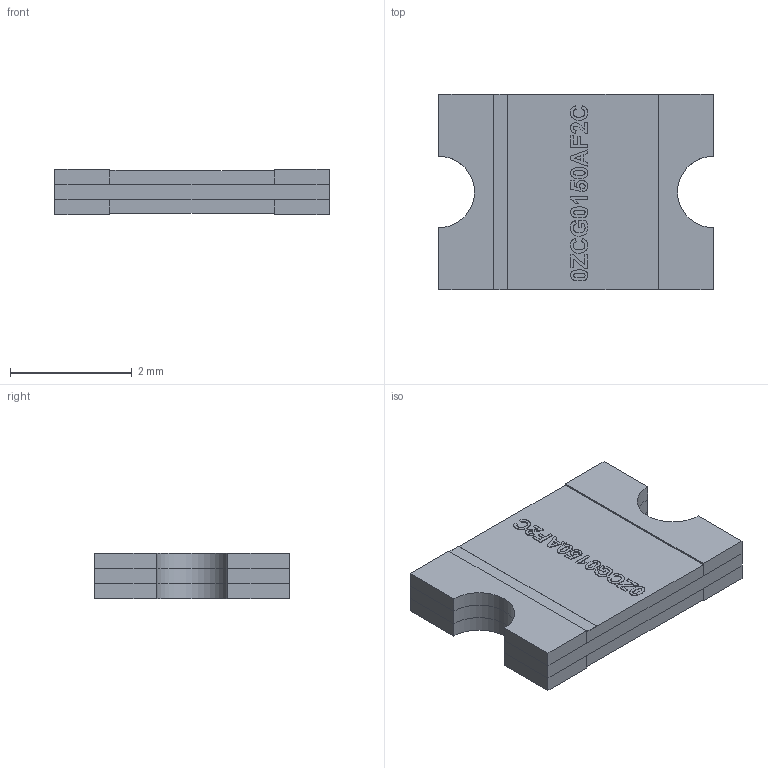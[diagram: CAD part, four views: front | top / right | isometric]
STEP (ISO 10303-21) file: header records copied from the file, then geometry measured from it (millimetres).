
FILE_DESCRIPTION(('FreeCAD Model'),'2;1');
FILE_NAME( 'Fuse_1812_4532Metric.step', '2018-02-27T11:03:30',('kicad StepUp'),('ksu MCAD'), 'Open CASCADE STEP processor 6.8','FreeCAD','Unknown');
FILE_SCHEMA(('AUTOMOTIVE_DESIGN_CC2 { 1 2 10303 214 -1 1 5 4 }'));
Length unit declared in the file: millimetre
Products named in the file (1): Fuse_1812_4532Metric
Bounding box: 4.5 x 3.2 x 0.75 mm (x, y, z)
Volume: 9.6 mm3; surface area: 39.4 mm2
Topology: 1 solids, 1 shells, 208 faces, 542 edges, 352 vertices
Faces by surface type: plane 113, bspline 86, cylinder 9
Entity records: 12217 total; most frequent: CARTESIAN_POINT 6237, ORIENTED_EDGE 1084, DIRECTION 628, EDGE_CURVE 542, LINE 358, VECTOR 358, VERTEX_POINT 352, FACE_BOUND 224
